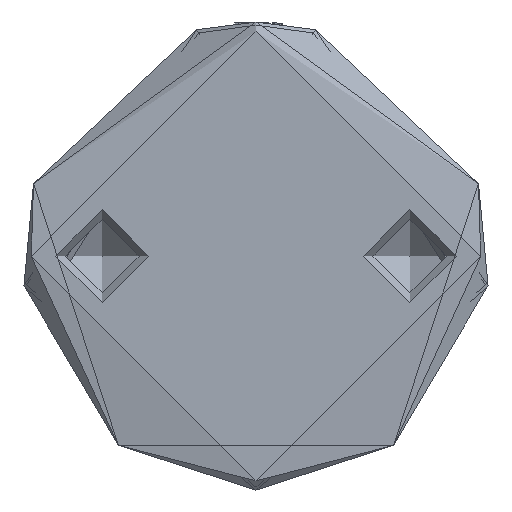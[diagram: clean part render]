
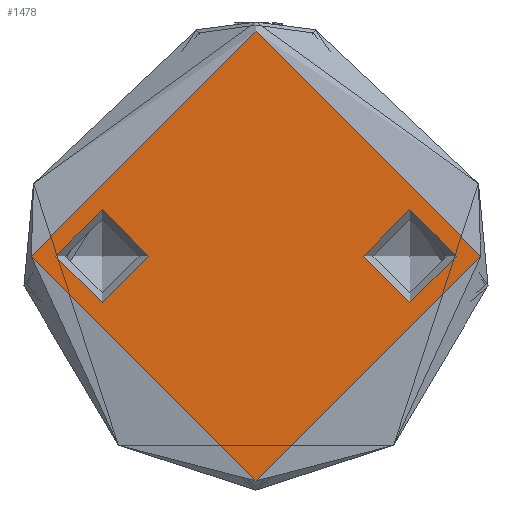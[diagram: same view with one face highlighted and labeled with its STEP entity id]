
A CAD part, front view. The second image highlights one B-rep face of the part: STEP entity #1478.
In plain terms, the highlighted face is planar.
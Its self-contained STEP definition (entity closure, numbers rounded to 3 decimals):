
#78 = VERTEX_POINT ( 'NONE', #4115 ) ;
#145 = DIRECTION ( 'NONE',  ( 0., 0., 1. ) ) ;
#269 = CARTESIAN_POINT ( 'NONE',  ( 0., 0., 0. ) ) ;
#354 = CARTESIAN_POINT ( 'NONE',  ( 3.75, -12.5, 0. ) ) ;
#469 = AXIS2_PLACEMENT_3D ( 'NONE', #2017, #5373, #2494 ) ;
#536 = VERTEX_POINT ( 'NONE', #3608 ) ;
#608 = DIRECTION ( 'NONE',  ( 0., 0., 1. ) ) ;
#956 = EDGE_LOOP ( 'NONE', ( #2011 ) ) ;
#1233 = DIRECTION ( 'NONE',  ( 1., 0., 0. ) ) ;
#1236 = AXIS2_PLACEMENT_3D ( 'NONE', #3414, #608, #3901 ) ;
#1257 = CIRCLE ( 'NONE', #5055, 18.25 ) ;
#1478 = ADVANCED_FACE ( 'NONE', ( #4813, #4956, #5024 ), #3973, .T. ) ;
#1549 = EDGE_CURVE ( 'NONE', #536, #536, #5770, .T. ) ;
#2011 = ORIENTED_EDGE ( 'NONE', *, *, #1549, .F. ) ;
#2017 = CARTESIAN_POINT ( 'NONE',  ( 0., -12.5, 0. ) ) ;
#2494 = DIRECTION ( 'NONE',  ( 1., 0., 0. ) ) ;
#2953 = CARTESIAN_POINT ( 'NONE',  ( 0., 0., 0. ) ) ;
#3414 = CARTESIAN_POINT ( 'NONE',  ( 0., 12.5, 0. ) ) ;
#3440 = DIRECTION ( 'NONE',  ( 1., 0., 0. ) ) ;
#3608 = CARTESIAN_POINT ( 'NONE',  ( 3.75, 12.5, 0. ) ) ;
#3892 = EDGE_CURVE ( 'NONE', #78, #78, #1257, .T. ) ;
#3901 = DIRECTION ( 'NONE',  ( 1., 0., 0. ) ) ;
#3973 = PLANE ( 'NONE',  #5807 ) ;
#4064 = DIRECTION ( 'NONE',  ( 0., 0., 1. ) ) ;
#4076 = EDGE_LOOP ( 'NONE', ( #4723 ) ) ;
#4115 = CARTESIAN_POINT ( 'NONE',  ( 18.25, 0., 0. ) ) ;
#4539 = CIRCLE ( 'NONE', #469, 3.75 ) ;
#4723 = ORIENTED_EDGE ( 'NONE', *, *, #6024, .T. ) ;
#4813 = FACE_BOUND ( 'NONE', #956, .T. ) ;
#4831 = ORIENTED_EDGE ( 'NONE', *, *, #3892, .T. ) ;
#4956 = FACE_OUTER_BOUND ( 'NONE', #5358, .T. ) ;
#5024 = FACE_BOUND ( 'NONE', #4076, .T. ) ;
#5055 = AXIS2_PLACEMENT_3D ( 'NONE', #2953, #145, #3440 ) ;
#5358 = EDGE_LOOP ( 'NONE', ( #4831 ) ) ;
#5373 = DIRECTION ( 'NONE',  ( 0., 0., -1. ) ) ;
#5770 = CIRCLE ( 'NONE', #1236, 3.75 ) ;
#5807 = AXIS2_PLACEMENT_3D ( 'NONE', #269, #4064, #1233 ) ;
#5957 = VERTEX_POINT ( 'NONE', #354 ) ;
#6024 = EDGE_CURVE ( 'NONE', #5957, #5957, #4539, .T. ) ;
